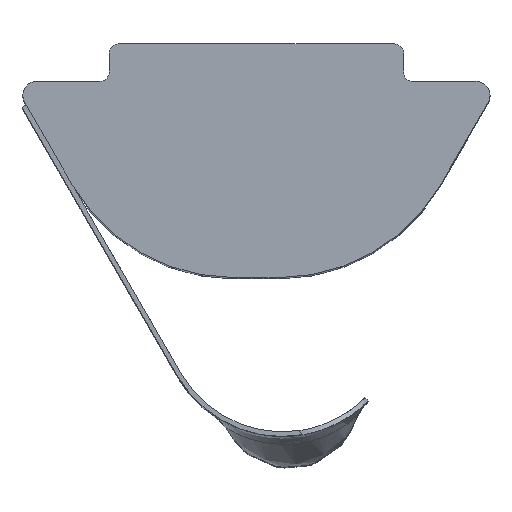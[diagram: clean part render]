
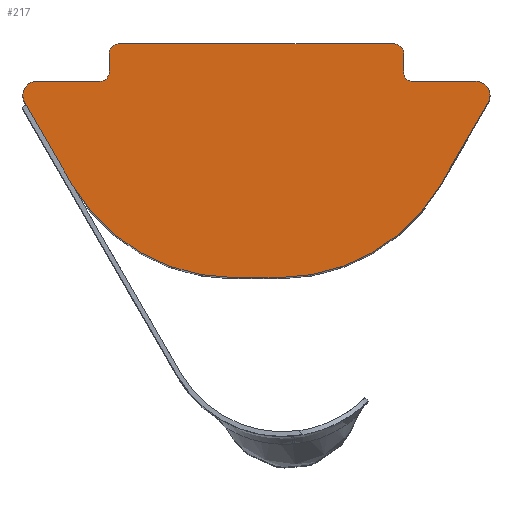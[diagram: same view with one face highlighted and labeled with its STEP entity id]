
A CAD part, top view. The second image highlights one B-rep face of the part: STEP entity #217.
In plain terms, the highlighted planar face has unit normal (0, 0, 1).
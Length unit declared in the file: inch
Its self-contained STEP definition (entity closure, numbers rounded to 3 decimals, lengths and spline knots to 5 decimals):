
#44 = ORIENTED_EDGE ( 'NONE', *, *, #3227, .T. ) ;
#108 = CARTESIAN_POINT ( 'NONE',  ( 0.18504, -0.0315, 0.31496 ) ) ;
#125 = DIRECTION ( 'NONE',  ( 1., 0., 0. ) ) ;
#150 = CARTESIAN_POINT ( 'NONE',  ( -0.12402, -0.00787, 0.31496 ) ) ;
#151 = AXIS2_PLACEMENT_3D ( 'NONE', #3298, #1746, #2817 ) ;
#166 = EDGE_CURVE ( 'NONE', #3384, #2537, #2999, .T. ) ;
#217 = ADVANCED_FACE ( 'NONE', ( #2017 ), #1193, .T. ) ;
#237 = CARTESIAN_POINT ( 'NONE',  ( -0.13189, -0.0315, 0.31496 ) ) ;
#238 = EDGE_CURVE ( 'NONE', #2378, #3467, #2387, .T. ) ;
#253 = CARTESIAN_POINT ( 'NONE',  ( 0.13189, -0.0315, 0.31496 ) ) ;
#260 = DIRECTION ( 'NONE',  ( 0., 0., -1. ) ) ;
#265 = ORIENTED_EDGE ( 'NONE', *, *, #3327, .T. ) ;
#344 = ORIENTED_EDGE ( 'NONE', *, *, #1584, .T. ) ;
#377 = VERTEX_POINT ( 'NONE', #2091 ) ;
#384 = EDGE_CURVE ( 'NONE', #1590, #612, #2110, .T. ) ;
#412 = CARTESIAN_POINT ( 'NONE',  ( -0.01911, -0.03937, 0.31496 ) ) ;
#420 = ORIENTED_EDGE ( 'NONE', *, *, #1406, .T. ) ;
#443 = CARTESIAN_POINT ( 'NONE',  ( 0.12402, -0.02362, 0.31496 ) ) ;
#519 = CARTESIAN_POINT ( 'NONE',  ( 0.19527, -0.04921, 0.31496 ) ) ;
#534 = CARTESIAN_POINT ( 'NONE',  ( -0.15549, -0.11811, 0.31496 ) ) ;
#612 = VERTEX_POINT ( 'NONE', #2746 ) ;
#632 = LINE ( 'NONE', #3094, #2303 ) ;
#650 = CARTESIAN_POINT ( 'NONE',  ( -0.18504, -0.04331, 0.31496 ) ) ;
#652 = DIRECTION ( 'NONE',  ( -1., 0., 0. ) ) ;
#665 = LINE ( 'NONE', #1953, #946 ) ;
#701 = DIRECTION ( 'NONE',  ( 1., 0., 0. ) ) ;
#714 = VERTEX_POINT ( 'NONE', #980 ) ;
#738 = CARTESIAN_POINT ( 'NONE',  ( -0.13189, -0.02362, 0.31496 ) ) ;
#744 = CARTESIAN_POINT ( 'NONE',  ( -0.13189, -0.0315, 0.31496 ) ) ;
#748 = ORIENTED_EDGE ( 'NONE', *, *, #1768, .T. ) ;
#759 = VECTOR ( 'NONE', #2074, 39.37008 ) ;
#783 = VECTOR ( 'NONE', #1026, 39.37008 ) ;
#822 = CARTESIAN_POINT ( 'NONE',  ( -0.19527, -0.04921, 0.31496 ) ) ;
#904 = DIRECTION ( 'NONE',  ( 1., 0., 0. ) ) ;
#917 = CARTESIAN_POINT ( 'NONE',  ( 0.11614, 0., 0.31496 ) ) ;
#928 = VERTEX_POINT ( 'NONE', #1866 ) ;
#946 = VECTOR ( 'NONE', #3347, 39.37008 ) ;
#951 = DIRECTION ( 'NONE',  ( 0., 0., 1. ) ) ;
#968 = EDGE_CURVE ( 'NONE', #2163, #377, #2039, .T. ) ;
#969 = ORIENTED_EDGE ( 'NONE', *, *, #1300, .T. ) ;
#980 = CARTESIAN_POINT ( 'NONE',  ( -0.12402, -0.00787, 0.31496 ) ) ;
#996 = ORIENTED_EDGE ( 'NONE', *, *, #2332, .T. ) ;
#1000 = ORIENTED_EDGE ( 'NONE', *, *, #166, .T. ) ;
#1026 = DIRECTION ( 'NONE',  ( -1., 0., 0. ) ) ;
#1074 = ORIENTED_EDGE ( 'NONE', *, *, #3119, .T. ) ;
#1128 = ORIENTED_EDGE ( 'NONE', *, *, #2028, .T. ) ;
#1139 = DIRECTION ( 'NONE',  ( 0.5, -0.866, 0. ) ) ;
#1149 = VERTEX_POINT ( 'NONE', #2669 ) ;
#1160 = CARTESIAN_POINT ( 'NONE',  ( 0.18504, -0.04331, 0.31496 ) ) ;
#1163 = VERTEX_POINT ( 'NONE', #822 ) ;
#1171 = DIRECTION ( 'NONE',  ( 1., 0., 0. ) ) ;
#1184 = LINE ( 'NONE', #150, #3083 ) ;
#1193 = PLANE ( 'NONE',  #1885 ) ;
#1196 = VERTEX_POINT ( 'NONE', #253 ) ;
#1218 = VERTEX_POINT ( 'NONE', #519 ) ;
#1272 = CARTESIAN_POINT ( 'NONE',  ( 0.11614, 0., 0.31496 ) ) ;
#1300 = EDGE_CURVE ( 'NONE', #3005, #2378, #1943, .T. ) ;
#1324 = EDGE_CURVE ( 'NONE', #3467, #1149, #1715, .T. ) ;
#1367 = DIRECTION ( 'NONE',  ( 1., 0., 0. ) ) ;
#1406 = EDGE_CURVE ( 'NONE', #1163, #2163, #1434, .T. ) ;
#1424 = DIRECTION ( 'NONE',  ( 0., 0., 1. ) ) ;
#1434 = LINE ( 'NONE', #2263, #3316 ) ;
#1476 = DIRECTION ( 'NONE',  ( 1., 0., 0. ) ) ;
#1503 = CARTESIAN_POINT ( 'NONE',  ( 0.15549, -0.11811, 0.31496 ) ) ;
#1584 = EDGE_CURVE ( 'NONE', #928, #2356, #2267, .T. ) ;
#1590 = VERTEX_POINT ( 'NONE', #744 ) ;
#1600 = AXIS2_PLACEMENT_3D ( 'NONE', #2896, #3135, #1750 ) ;
#1615 = VERTEX_POINT ( 'NONE', #2029 ) ;
#1680 = AXIS2_PLACEMENT_3D ( 'NONE', #2684, #2983, #1367 ) ;
#1698 = DIRECTION ( 'NONE',  ( 0., 1., 0. ) ) ;
#1713 = DIRECTION ( 'NONE',  ( 0., -1., 0. ) ) ;
#1715 = LINE ( 'NONE', #917, #3100 ) ;
#1725 = ORIENTED_EDGE ( 'NONE', *, *, #3181, .T. ) ;
#1746 = DIRECTION ( 'NONE',  ( 0., 0., 1. ) ) ;
#1750 = DIRECTION ( 'NONE',  ( 1., 0., 0. ) ) ;
#1755 = ORIENTED_EDGE ( 'NONE', *, *, #384, .T. ) ;
#1756 = DIRECTION ( 'NONE',  ( 0., 0., 1. ) ) ;
#1768 = EDGE_CURVE ( 'NONE', #1615, #1590, #2858, .T. ) ;
#1781 = CARTESIAN_POINT ( 'NONE',  ( 0.12402, -0.00787, 0.31496 ) ) ;
#1830 = ORIENTED_EDGE ( 'NONE', *, *, #3117, .T. ) ;
#1859 = LINE ( 'NONE', #2895, #783 ) ;
#1866 = CARTESIAN_POINT ( 'NONE',  ( 0.01911, -0.19685, 0.31496 ) ) ;
#1885 = AXIS2_PLACEMENT_3D ( 'NONE', #412, #1424, #2563 ) ;
#1943 = LINE ( 'NONE', #2246, #2769 ) ;
#1953 = CARTESIAN_POINT ( 'NONE',  ( 0.15549, -0.11811, 0.31496 ) ) ;
#1964 = DIRECTION ( 'NONE',  ( 0., 0., 1. ) ) ;
#2015 = CIRCLE ( 'NONE', #1680, 0.00787 ) ;
#2017 = FACE_OUTER_BOUND ( 'NONE', #2488, .T. ) ;
#2018 = CIRCLE ( 'NONE', #2132, 0.01181 ) ;
#2026 = DIRECTION ( 'NONE',  ( 1., 0., 0. ) ) ;
#2027 = ORIENTED_EDGE ( 'NONE', *, *, #1324, .T. ) ;
#2028 = EDGE_CURVE ( 'NONE', #2537, #1196, #1859, .T. ) ;
#2029 = CARTESIAN_POINT ( 'NONE',  ( -0.12402, -0.02362, 0.31496 ) ) ;
#2039 = CIRCLE ( 'NONE', #2490, 0.15748 ) ;
#2074 = DIRECTION ( 'NONE',  ( -1., 0., 0. ) ) ;
#2091 = CARTESIAN_POINT ( 'NONE',  ( -0.01911, -0.19685, 0.31496 ) ) ;
#2110 = LINE ( 'NONE', #237, #759 ) ;
#2132 = AXIS2_PLACEMENT_3D ( 'NONE', #2518, #951, #2026 ) ;
#2163 = VERTEX_POINT ( 'NONE', #534 ) ;
#2216 = AXIS2_PLACEMENT_3D ( 'NONE', #2271, #1756, #125 ) ;
#2221 = EDGE_CURVE ( 'NONE', #1196, #3005, #2015, .T. ) ;
#2232 = CARTESIAN_POINT ( 'NONE',  ( -0.01911, -0.03937, 0.31496 ) ) ;
#2246 = CARTESIAN_POINT ( 'NONE',  ( 0.12402, -0.02362, 0.31496 ) ) ;
#2259 = CARTESIAN_POINT ( 'NONE',  ( 0.19685, -0.04331, 0.31496 ) ) ;
#2263 = CARTESIAN_POINT ( 'NONE',  ( -0.19527, -0.04921, 0.31496 ) ) ;
#2267 = CIRCLE ( 'NONE', #1600, 0.15748 ) ;
#2271 = CARTESIAN_POINT ( 'NONE',  ( 0.11614, -0.00787, 0.31496 ) ) ;
#2303 = VECTOR ( 'NONE', #701, 39.37008 ) ;
#2332 = EDGE_CURVE ( 'NONE', #1149, #714, #2469, .T. ) ;
#2356 = VERTEX_POINT ( 'NONE', #1503 ) ;
#2378 = VERTEX_POINT ( 'NONE', #1781 ) ;
#2387 = CIRCLE ( 'NONE', #2216, 0.00787 ) ;
#2469 = CIRCLE ( 'NONE', #151, 0.00787 ) ;
#2488 = EDGE_LOOP ( 'NONE', ( #2639, #1725, #344, #265, #44, #1000, #1128, #3266, #969, #2520, #2027, #996, #1830, #748, #1755, #1074, #420 ) ) ;
#2490 = AXIS2_PLACEMENT_3D ( 'NONE', #2232, #2809, #904 ) ;
#2518 = CARTESIAN_POINT ( 'NONE',  ( 0.18504, -0.04331, 0.31496 ) ) ;
#2520 = ORIENTED_EDGE ( 'NONE', *, *, #238, .T. ) ;
#2537 = VERTEX_POINT ( 'NONE', #108 ) ;
#2563 = DIRECTION ( 'NONE',  ( 1., 0., 0. ) ) ;
#2572 = DIRECTION ( 'NONE',  ( 1., 0., 0. ) ) ;
#2639 = ORIENTED_EDGE ( 'NONE', *, *, #968, .T. ) ;
#2669 = CARTESIAN_POINT ( 'NONE',  ( -0.11614, 0., 0.31496 ) ) ;
#2684 = CARTESIAN_POINT ( 'NONE',  ( 0.13189, -0.02362, 0.31496 ) ) ;
#2746 = CARTESIAN_POINT ( 'NONE',  ( -0.18504, -0.0315, 0.31496 ) ) ;
#2769 = VECTOR ( 'NONE', #1698, 39.37008 ) ;
#2809 = DIRECTION ( 'NONE',  ( 0., 0., 1. ) ) ;
#2817 = DIRECTION ( 'NONE',  ( 1., 0., 0. ) ) ;
#2858 = CIRCLE ( 'NONE', #3249, 0.00787 ) ;
#2895 = CARTESIAN_POINT ( 'NONE',  ( 0.18504, -0.0315, 0.31496 ) ) ;
#2896 = CARTESIAN_POINT ( 'NONE',  ( 0.01911, -0.03937, 0.31496 ) ) ;
#2983 = DIRECTION ( 'NONE',  ( 0., 0., -1. ) ) ;
#2999 = CIRCLE ( 'NONE', #3271, 0.01181 ) ;
#3005 = VERTEX_POINT ( 'NONE', #443 ) ;
#3083 = VECTOR ( 'NONE', #1713, 39.37008 ) ;
#3094 = CARTESIAN_POINT ( 'NONE',  ( -0.01911, -0.19685, 0.31496 ) ) ;
#3100 = VECTOR ( 'NONE', #652, 39.37008 ) ;
#3117 = EDGE_CURVE ( 'NONE', #714, #1615, #1184, .T. ) ;
#3119 = EDGE_CURVE ( 'NONE', #612, #1163, #3350, .T. ) ;
#3135 = DIRECTION ( 'NONE',  ( 0., 0., 1. ) ) ;
#3181 = EDGE_CURVE ( 'NONE', #377, #928, #632, .T. ) ;
#3227 = EDGE_CURVE ( 'NONE', #1218, #3384, #2018, .T. ) ;
#3249 = AXIS2_PLACEMENT_3D ( 'NONE', #738, #260, #1171 ) ;
#3266 = ORIENTED_EDGE ( 'NONE', *, *, #2221, .T. ) ;
#3271 = AXIS2_PLACEMENT_3D ( 'NONE', #1160, #1964, #1476 ) ;
#3298 = CARTESIAN_POINT ( 'NONE',  ( -0.11614, -0.00787, 0.31496 ) ) ;
#3316 = VECTOR ( 'NONE', #1139, 39.37008 ) ;
#3327 = EDGE_CURVE ( 'NONE', #2356, #1218, #665, .T. ) ;
#3347 = DIRECTION ( 'NONE',  ( 0.5, 0.866, 0. ) ) ;
#3350 = CIRCLE ( 'NONE', #3464, 0.01181 ) ;
#3365 = DIRECTION ( 'NONE',  ( 0., 0., 1. ) ) ;
#3384 = VERTEX_POINT ( 'NONE', #2259 ) ;
#3464 = AXIS2_PLACEMENT_3D ( 'NONE', #650, #3365, #2572 ) ;
#3467 = VERTEX_POINT ( 'NONE', #1272 ) ;
